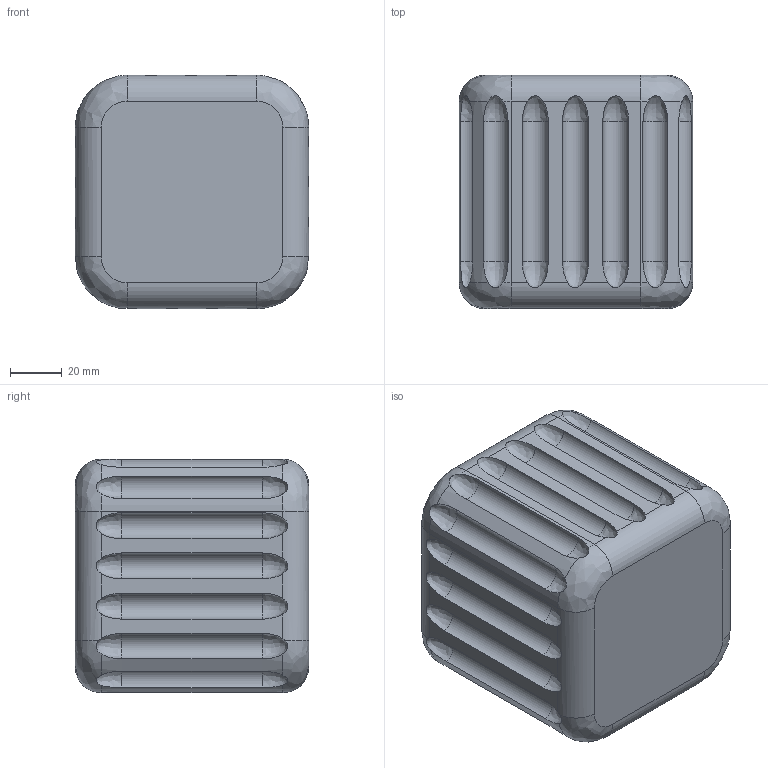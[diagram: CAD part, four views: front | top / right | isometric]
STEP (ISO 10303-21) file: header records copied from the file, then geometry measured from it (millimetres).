
FILE_DESCRIPTION(/* description */ (''),/* implementation_level */ '2;1');
FILE_NAME(/* name */ 'surface2.step',/* time_stamp */ '2020-07-27T19:40:43+02:00',/* author */ ('Mikes'),/* organization */ (''),/* preprocessor_version */ 'ST-DEVELOPER v18.1',/* originating_system */ 'Autodesk Inventor 2021',/* authorisation */ '');
FILE_SCHEMA (('AUTOMOTIVE_DESIGN { 1 0 10303 214 3 1 1 }'));
Length unit declared in the file: millimetre
Products named in the file (1): Part1
Bounding box: 90 x 90 x 90 mm (x, y, z)
Volume: 340187.3 mm3; surface area: 66541.7 mm2
Topology: 1 solids, 1 shells, 111 faces, 329 edges, 220 vertices
Faces by surface type: bspline 50, cylinder 40, plane 21
Full cylindrical faces by diameter (mm): 70 x1
Entity records: 6155 total; most frequent: CARTESIAN_POINT 3531, ORIENTED_EDGE 658, DIRECTION 397, EDGE_CURVE 329, VERTEX_POINT 220, AXIS2_PLACEMENT_3D 154, B_SPLINE_CURVE_WITH_KNOTS 148, FACE_OUTER_BOUND 111
